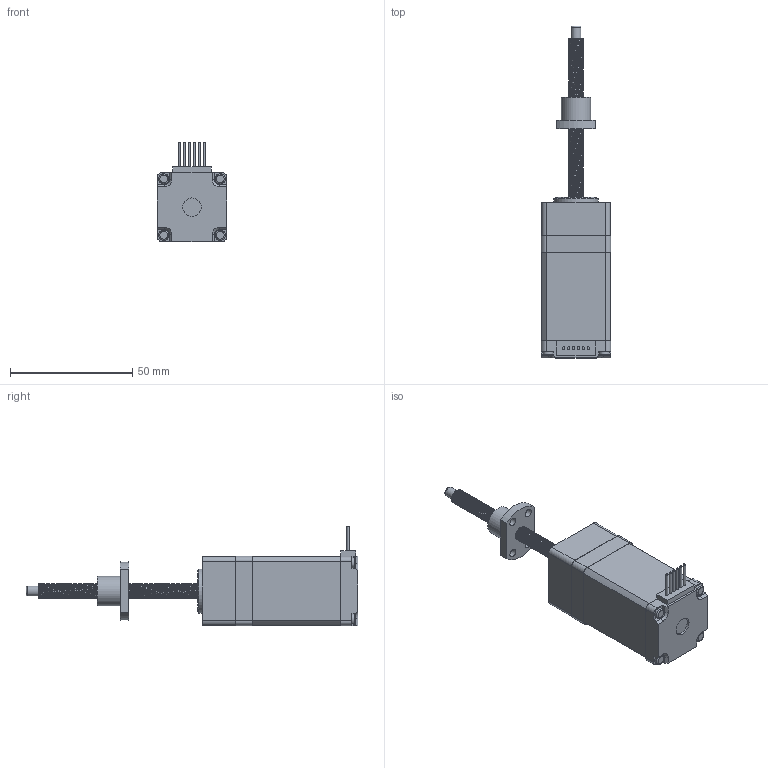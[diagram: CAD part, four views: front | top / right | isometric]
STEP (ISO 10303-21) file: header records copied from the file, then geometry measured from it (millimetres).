
FILE_DESCRIPTION( ( '' ), '1' );
FILE_NAME( 'MS225-09A-LSH0601(67L).stp', '2016-06-15T03:56:25', ( 'Dimamotor' ), ( 'Dimamotor' ), 'PSStep 17.0.49', ' ', ' ' );
FILE_SCHEMA( ( 'AUTOMOTIVE_DESIGN { 1 0 10303 214 1 1 1 1 }' ) );
Length unit declared in the file: millimetre
Products named in the file (3): Assem1; MS225-09A-LSH0601_VerA; NUT_MS225-09A-LSH0601_VerA
Assembly tree (2 placements, depth 2):
  Assem1
    MS225-09A-LSH0601_VerA
    NUT_MS225-09A-LSH0601_VerA
Bounding box: 28.3 x 135.5 x 40.6 mm (x, y, z)
Volume: 53971.5 mm3; surface area: 12198.7 mm2
Topology: 2 solids, 2 shells, 140 faces, 318 edges, 207 vertices
Faces by surface type: plane 72, cylinder 49, cone 9, bspline 5, torus 5
Full cylindrical faces by diameter (mm): 1 x6, 2.013 x4, 3.4 x4, 4 x1, 4.2 x4, 4.917 x1, 7.5 x1, 8 x1, 10 x1, 12 x1, 18 x1
Entity records: 27370 total; most frequent: CARTESIAN_POINT 23139, DIRECTION 655, ORIENTED_EDGE 556, EDGE_CURVE 278, AXIS2_PLACEMENT_3D 252, EDGE_LOOP 210, VERTEX_POINT 202, FACE_OUTER_BOUND 170
